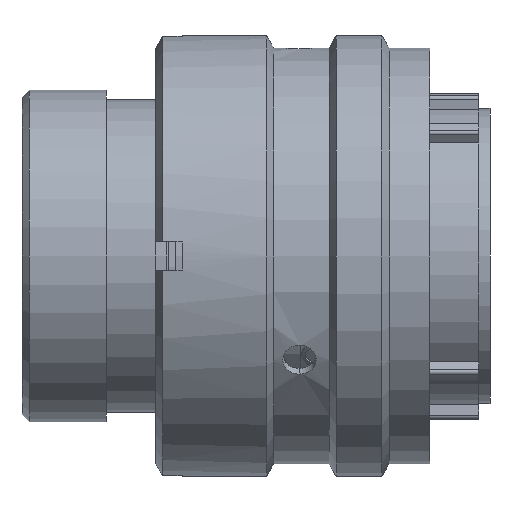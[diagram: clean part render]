
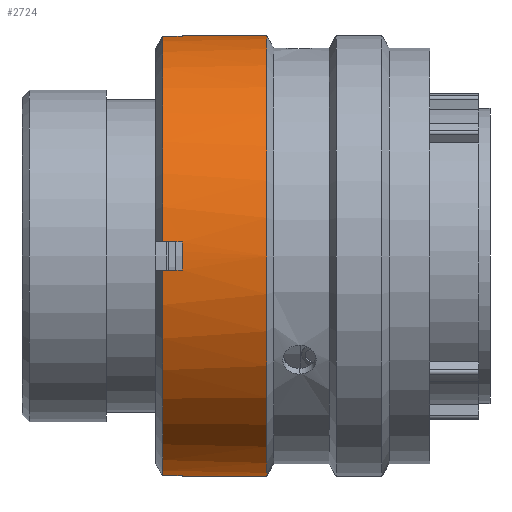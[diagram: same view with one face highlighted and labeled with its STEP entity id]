
A CAD part, front view. The second image highlights one B-rep face of the part: STEP entity #2724.
In plain terms, the highlighted cylindrical face has radius 15.7 mm (diameter 31.4 mm), a partial arc.
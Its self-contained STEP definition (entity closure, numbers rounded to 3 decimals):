
#455 = CARTESIAN_POINT ( 'NONE',  ( 11.42, -1., 15.668 ) ) ;
#703 = AXIS2_PLACEMENT_3D ( 'NONE', #29633, #13175, #6679 ) ;
#1314 = VECTOR ( 'NONE', #38451, 1000. ) ;
#1720 = CARTESIAN_POINT ( 'NONE',  ( 11.42, 0., 15.7 ) ) ;
#2232 = EDGE_CURVE ( 'NONE', #5185, #17245, #22555, .T. ) ;
#2724 = ADVANCED_FACE ( 'NONE', ( #5082 ), #28221, .T. ) ;
#4231 = DIRECTION ( 'NONE',  ( 0., 0., 1. ) ) ;
#4323 = VERTEX_POINT ( 'NONE', #1720 ) ;
#4411 = AXIS2_PLACEMENT_3D ( 'NONE', #33619, #10775, #14200 ) ;
#4613 = CARTESIAN_POINT ( 'NONE',  ( 11.42, -1., -15.668 ) ) ;
#5082 = FACE_OUTER_BOUND ( 'NONE', #24234, .T. ) ;
#5185 = VERTEX_POINT ( 'NONE', #30502 ) ;
#5395 = CIRCLE ( 'NONE', #10857, 15.7 ) ;
#6261 = ORIENTED_EDGE ( 'NONE', *, *, #2232, .T. ) ;
#6679 = DIRECTION ( 'NONE',  ( 0., 0., 1. ) ) ;
#6690 = CIRCLE ( 'NONE', #703, 15.7 ) ;
#6916 = DIRECTION ( 'NONE',  ( 1., 0., 0. ) ) ;
#7429 = AXIS2_PLACEMENT_3D ( 'NONE', #41158, #6916, #30458 ) ;
#7610 = LINE ( 'NONE', #23589, #40907 ) ;
#7832 = VECTOR ( 'NONE', #32738, 1000. ) ;
#8839 = VERTEX_POINT ( 'NONE', #22157 ) ;
#9193 = ORIENTED_EDGE ( 'NONE', *, *, #17223, .T. ) ;
#9927 = VECTOR ( 'NONE', #35829, 1000. ) ;
#10228 = EDGE_CURVE ( 'NONE', #8839, #17856, #31941, .T. ) ;
#10439 = VERTEX_POINT ( 'NONE', #22307 ) ;
#10775 = DIRECTION ( 'NONE',  ( 1., 0., 0. ) ) ;
#10857 = AXIS2_PLACEMENT_3D ( 'NONE', #15666, #15249, #38686 ) ;
#11017 = LINE ( 'NONE', #29177, #7832 ) ;
#11349 = VERTEX_POINT ( 'NONE', #11688 ) ;
#11467 = CARTESIAN_POINT ( 'NONE',  ( 29.07, 0., 15.7 ) ) ;
#11554 = CARTESIAN_POINT ( 'NONE',  ( 10.02, 0., 0. ) ) ;
#11688 = CARTESIAN_POINT ( 'NONE',  ( 11.42, 0., -15.7 ) ) ;
#11698 = DIRECTION ( 'NONE',  ( 0., 0., -1. ) ) ;
#12649 = AXIS2_PLACEMENT_3D ( 'NONE', #11554, #18754, #11698 ) ;
#13175 = DIRECTION ( 'NONE',  ( 1., 0., 0. ) ) ;
#13263 = CARTESIAN_POINT ( 'NONE',  ( 29.07, 0., -15.7 ) ) ;
#14122 = ORIENTED_EDGE ( 'NONE', *, *, #15727, .T. ) ;
#14200 = DIRECTION ( 'NONE',  ( 0., 0., 1. ) ) ;
#14580 = CARTESIAN_POINT ( 'NONE',  ( 11.42, -15.668, -1. ) ) ;
#14931 = CARTESIAN_POINT ( 'NONE',  ( 17.44, 0., 15.7 ) ) ;
#15249 = DIRECTION ( 'NONE',  ( 1., 0., 0. ) ) ;
#15336 = LINE ( 'NONE', #37912, #26910 ) ;
#15666 = CARTESIAN_POINT ( 'NONE',  ( 17.44, 0., 0. ) ) ;
#15727 = EDGE_CURVE ( 'NONE', #11349, #27239, #15826, .T. ) ;
#15826 = LINE ( 'NONE', #13263, #30547 ) ;
#16801 = VERTEX_POINT ( 'NONE', #14931 ) ;
#17223 = EDGE_CURVE ( 'NONE', #32491, #10439, #34592, .T. ) ;
#17245 = VERTEX_POINT ( 'NONE', #14580 ) ;
#17416 = CARTESIAN_POINT ( 'NONE',  ( 29.07, 0., 0. ) ) ;
#17856 = VERTEX_POINT ( 'NONE', #21630 ) ;
#18754 = DIRECTION ( 'NONE',  ( 1., 0., 0. ) ) ;
#19680 = VERTEX_POINT ( 'NONE', #4613 ) ;
#21630 = CARTESIAN_POINT ( 'NONE',  ( 10.02, -15.668, 1. ) ) ;
#22157 = CARTESIAN_POINT ( 'NONE',  ( 10.02, -1., 15.668 ) ) ;
#22307 = CARTESIAN_POINT ( 'NONE',  ( 10.02, -1., -15.668 ) ) ;
#22371 = ORIENTED_EDGE ( 'NONE', *, *, #28293, .F. ) ;
#22555 = CIRCLE ( 'NONE', #31837, 15.7 ) ;
#22599 = CARTESIAN_POINT ( 'NONE',  ( 29.07, -15.668, -1. ) ) ;
#23375 = EDGE_CURVE ( 'NONE', #17856, #5185, #11017, .T. ) ;
#23589 = CARTESIAN_POINT ( 'NONE',  ( 29.07, -1., -15.668 ) ) ;
#23926 = DIRECTION ( 'NONE',  ( -1., 0., 0. ) ) ;
#24072 = CIRCLE ( 'NONE', #4411, 15.7 ) ;
#24234 = EDGE_LOOP ( 'NONE', ( #40935, #34891, #28262, #42830, #24829, #6261, #28012, #9193, #32690, #39517, #14122, #22371 ) ) ;
#24829 = ORIENTED_EDGE ( 'NONE', *, *, #23375, .T. ) ;
#26652 = DIRECTION ( 'NONE',  ( 1., 0., 0. ) ) ;
#26910 = VECTOR ( 'NONE', #23926, 1000. ) ;
#27239 = VERTEX_POINT ( 'NONE', #39699 ) ;
#28012 = ORIENTED_EDGE ( 'NONE', *, *, #37040, .T. ) ;
#28221 = CYLINDRICAL_SURFACE ( 'NONE', #33837, 15.7 ) ;
#28262 = ORIENTED_EDGE ( 'NONE', *, *, #39448, .T. ) ;
#28293 = EDGE_CURVE ( 'NONE', #16801, #27239, #5395, .T. ) ;
#28868 = LINE ( 'NONE', #22599, #9927 ) ;
#29177 = CARTESIAN_POINT ( 'NONE',  ( 29.07, -15.668, 1. ) ) ;
#29633 = CARTESIAN_POINT ( 'NONE',  ( 11.42, 0., 0. ) ) ;
#30458 = DIRECTION ( 'NONE',  ( 0., 0., -1. ) ) ;
#30494 = DIRECTION ( 'NONE',  ( 0., 0., -1. ) ) ;
#30502 = CARTESIAN_POINT ( 'NONE',  ( 11.42, -15.668, 1. ) ) ;
#30547 = VECTOR ( 'NONE', #26652, 1000. ) ;
#31117 = CARTESIAN_POINT ( 'NONE',  ( 10.02, -15.668, -1. ) ) ;
#31404 = VERTEX_POINT ( 'NONE', #455 ) ;
#31837 = AXIS2_PLACEMENT_3D ( 'NONE', #38107, #41544, #4231 ) ;
#31941 = CIRCLE ( 'NONE', #12649, 15.7 ) ;
#32491 = VERTEX_POINT ( 'NONE', #31117 ) ;
#32690 = ORIENTED_EDGE ( 'NONE', *, *, #41677, .T. ) ;
#32738 = DIRECTION ( 'NONE',  ( 1., 0., 0. ) ) ;
#33619 = CARTESIAN_POINT ( 'NONE',  ( 11.42, 0., 0. ) ) ;
#33837 = AXIS2_PLACEMENT_3D ( 'NONE', #17416, #34340, #30494 ) ;
#34340 = DIRECTION ( 'NONE',  ( 1., 0., 0. ) ) ;
#34500 = LINE ( 'NONE', #11467, #1314 ) ;
#34592 = CIRCLE ( 'NONE', #7429, 15.7 ) ;
#34891 = ORIENTED_EDGE ( 'NONE', *, *, #41165, .T. ) ;
#35729 = EDGE_CURVE ( 'NONE', #4323, #16801, #34500, .T. ) ;
#35829 = DIRECTION ( 'NONE',  ( -1., 0., 0. ) ) ;
#37040 = EDGE_CURVE ( 'NONE', #17245, #32491, #28868, .T. ) ;
#37912 = CARTESIAN_POINT ( 'NONE',  ( 29.07, -1., 15.668 ) ) ;
#38107 = CARTESIAN_POINT ( 'NONE',  ( 11.42, 0., 0. ) ) ;
#38451 = DIRECTION ( 'NONE',  ( 1., 0., 0. ) ) ;
#38686 = DIRECTION ( 'NONE',  ( 0., 0., -1. ) ) ;
#39448 = EDGE_CURVE ( 'NONE', #31404, #8839, #15336, .T. ) ;
#39517 = ORIENTED_EDGE ( 'NONE', *, *, #41037, .T. ) ;
#39699 = CARTESIAN_POINT ( 'NONE',  ( 17.44, 0., -15.7 ) ) ;
#40580 = DIRECTION ( 'NONE',  ( 1., 0., 0. ) ) ;
#40907 = VECTOR ( 'NONE', #40580, 1000. ) ;
#40935 = ORIENTED_EDGE ( 'NONE', *, *, #35729, .F. ) ;
#41037 = EDGE_CURVE ( 'NONE', #19680, #11349, #6690, .T. ) ;
#41158 = CARTESIAN_POINT ( 'NONE',  ( 10.02, 0., 0. ) ) ;
#41165 = EDGE_CURVE ( 'NONE', #4323, #31404, #24072, .T. ) ;
#41544 = DIRECTION ( 'NONE',  ( 1., 0., 0. ) ) ;
#41677 = EDGE_CURVE ( 'NONE', #10439, #19680, #7610, .T. ) ;
#42830 = ORIENTED_EDGE ( 'NONE', *, *, #10228, .T. ) ;
